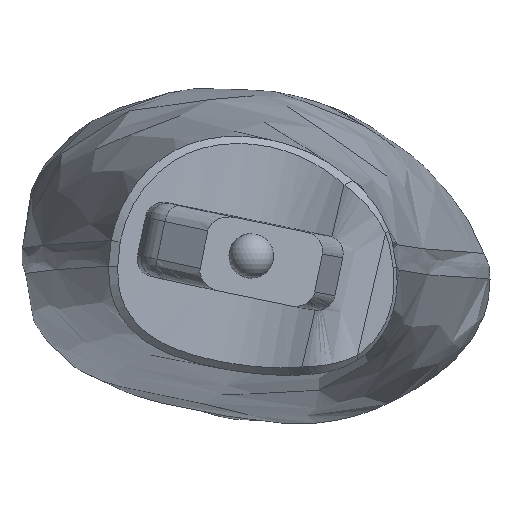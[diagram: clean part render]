
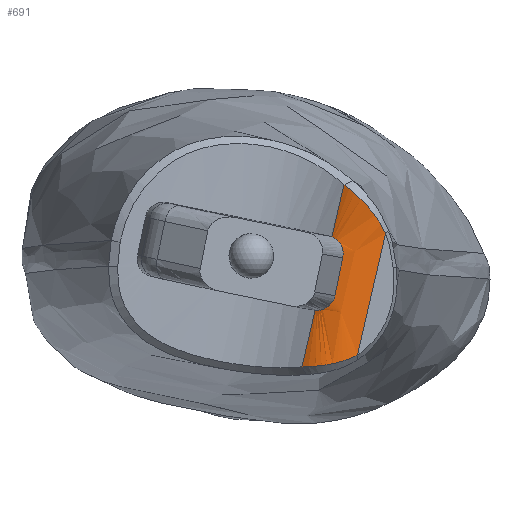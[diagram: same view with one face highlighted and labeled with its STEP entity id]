
A CAD part, front view. The second image highlights one B-rep face of the part: STEP entity #691.
In plain terms, the highlighted free-form (B-spline) face has degree [2, 3] with [3, 4] control points.
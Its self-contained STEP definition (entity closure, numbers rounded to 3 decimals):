
#30=(
BOUNDED_SURFACE()
B_SPLINE_SURFACE(2,3,((#2215,#2216,#2217,#2218),(#2219,#2220,#2221,#2222),
(#2223,#2224,#2225,#2226)),.UNSPECIFIED.,.F.,.F.,.F.)
B_SPLINE_SURFACE_WITH_KNOTS((3,3),(4,4),(0.,1.),
(11.211,150.297),.UNSPECIFIED.)
GEOMETRIC_REPRESENTATION_ITEM()
RATIONAL_B_SPLINE_SURFACE(((1.,1.,1.,
1.),(0.827,0.827,0.827,
0.827),(1.,1.,1.,
1.)))
REPRESENTATION_ITEM('')
SURFACE()
);
#76=LINE('',#2234,#112);
#77=LINE('',#2236,#113);
#78=LINE('',#2244,#114);
#112=VECTOR('',#819,10.);
#113=VECTOR('',#820,10.);
#114=VECTOR('',#821,10.);
#163=FACE_OUTER_BOUND('',#206,.T.);
#206=EDGE_LOOP('',(#560,#561,#562,#563,#564,#565,#566,#567));
#250=B_SPLINE_CURVE_WITH_KNOTS('',3,(#1684,#1685,#1686,#1687),
 .UNSPECIFIED.,.F.,.F.,(4,4),(0.168,16.985),
 .UNSPECIFIED.);
#252=B_SPLINE_CURVE_WITH_KNOTS('',3,(#1704,#1705,#1706,#1707,#1708,#1709,
#1710,#1711,#1712,#1713),.UNSPECIFIED.,.F.,.F.,(4,2,2,2,4),(-1.209,
-0.913,-0.598,-0.28,0.),
 .UNSPECIFIED.);
#253=B_SPLINE_CURVE_WITH_KNOTS('',3,(#1722,#1723,#1724,#1725,#1726,#1727,
#1728,#1729,#1730,#1731,#1732,#1733,#1734,#1735),.UNSPECIFIED.,.F.,.F.,
(4,2,2,2,2,2,4),(0.,0.165,0.341,0.648,
0.954,1.12,1.279),.UNSPECIFIED.);
#263=B_SPLINE_CURVE_WITH_KNOTS('',3,(#2229,#2230,#2231,#2232,#2233),
 .UNSPECIFIED.,.F.,.F.,(4,1,4),(-2.384,11.007,24.061),
 .UNSPECIFIED.);
#264=B_SPLINE_CURVE_WITH_KNOTS('',3,(#2238,#2239,#2240,#2241,#2242,#2243),
 .UNSPECIFIED.,.F.,.F.,(4,1,1,4),(0.783,8.088,15.392,
23.95),.UNSPECIFIED.);
#322=VERTEX_POINT('',#1680);
#323=VERTEX_POINT('',#1682);
#326=VERTEX_POINT('',#1703);
#327=VERTEX_POINT('',#1721);
#333=VERTEX_POINT('',#2227);
#334=VERTEX_POINT('',#2228);
#335=VERTEX_POINT('',#2235);
#336=VERTEX_POINT('',#2237);
#404=EDGE_CURVE('',#322,#323,#250,.T.);
#408=EDGE_CURVE('',#322,#326,#252,.T.);
#410=EDGE_CURVE('',#323,#327,#253,.T.);
#421=EDGE_CURVE('',#333,#334,#263,.T.);
#422=EDGE_CURVE('',#326,#334,#76,.T.);
#423=EDGE_CURVE('',#335,#327,#77,.T.);
#424=EDGE_CURVE('',#335,#336,#264,.T.);
#425=EDGE_CURVE('',#333,#336,#78,.T.);
#560=ORIENTED_EDGE('',*,*,#421,.T.);
#561=ORIENTED_EDGE('',*,*,#422,.F.);
#562=ORIENTED_EDGE('',*,*,#408,.F.);
#563=ORIENTED_EDGE('',*,*,#404,.T.);
#564=ORIENTED_EDGE('',*,*,#410,.T.);
#565=ORIENTED_EDGE('',*,*,#423,.F.);
#566=ORIENTED_EDGE('',*,*,#424,.T.);
#567=ORIENTED_EDGE('',*,*,#425,.F.);
#691=ADVANCED_FACE('',(#163),#30,.T.);
#819=DIRECTION('',(0.225,0.01,0.974));
#820=DIRECTION('',(0.225,0.01,0.974));
#821=DIRECTION('',(-0.225,-0.01,-0.974));
#1680=CARTESIAN_POINT('',(40.811,64.69,176.142));
#1682=CARTESIAN_POINT('',(37.321,64.419,159.245));
#1684=CARTESIAN_POINT('Ctrl Pts',(40.811,64.69,176.142));
#1685=CARTESIAN_POINT('Ctrl Pts',(39.647,64.599,170.51));
#1686=CARTESIAN_POINT('Ctrl Pts',(38.484,64.508,164.877));
#1687=CARTESIAN_POINT('Ctrl Pts',(37.321,64.419,159.245));
#1703=CARTESIAN_POINT('',(36.011,67.875,185.492));
#1704=CARTESIAN_POINT('Ctrl Pts',(40.811,64.69,176.142));
#1705=CARTESIAN_POINT('Ctrl Pts',(41.011,64.706,177.108));
#1706=CARTESIAN_POINT('Ctrl Pts',(41.039,64.763,178.1));
#1707=CARTESIAN_POINT('Ctrl Pts',(40.755,64.989,180.101));
#1708=CARTESIAN_POINT('Ctrl Pts',(40.424,65.163,181.089));
#1709=CARTESIAN_POINT('Ctrl Pts',(39.449,65.684,182.88));
#1710=CARTESIAN_POINT('Ctrl Pts',(38.812,66.029,183.661));
#1711=CARTESIAN_POINT('Ctrl Pts',(37.435,66.874,184.827));
#1712=CARTESIAN_POINT('Ctrl Pts',(36.733,67.341,185.234));
#1713=CARTESIAN_POINT('Ctrl Pts',(36.011,67.875,185.492));
#1721=CARTESIAN_POINT('',(28.457,67.535,152.729));
#1722=CARTESIAN_POINT('Ctrl Pts',(37.321,64.419,159.245));
#1723=CARTESIAN_POINT('Ctrl Pts',(37.21,64.411,158.706));
#1724=CARTESIAN_POINT('Ctrl Pts',(37.046,64.415,158.179));
#1725=CARTESIAN_POINT('Ctrl Pts',(36.605,64.45,157.133));
#1726=CARTESIAN_POINT('Ctrl Pts',(36.322,64.483,156.62));
#1727=CARTESIAN_POINT('Ctrl Pts',(35.41,64.625,155.304));
#1728=CARTESIAN_POINT('Ctrl Pts',(34.687,64.771,154.583));
#1729=CARTESIAN_POINT('Ctrl Pts',(33.053,65.227,153.446));
#1730=CARTESIAN_POINT('Ctrl Pts',(32.161,65.534,153.043));
#1731=CARTESIAN_POINT('Ctrl Pts',(30.76,66.163,152.699));
#1732=CARTESIAN_POINT('Ctrl Pts',(30.27,66.41,152.633));
#1733=CARTESIAN_POINT('Ctrl Pts',(29.329,66.947,152.609));
#1734=CARTESIAN_POINT('Ctrl Pts',(28.883,67.231,152.646));
#1735=CARTESIAN_POINT('Ctrl Pts',(28.457,67.535,152.729));
#2215=CARTESIAN_POINT('Ctrl Pts',(69.947,67.847,230.419));
#2216=CARTESIAN_POINT('Ctrl Pts',(59.261,67.366,184.074));
#2217=CARTESIAN_POINT('Ctrl Pts',(48.575,66.885,137.729));
#2218=CARTESIAN_POINT('Ctrl Pts',(37.889,66.404,91.384));
#2219=CARTESIAN_POINT('Ctrl Pts',(58.593,60.461,232.995));
#2220=CARTESIAN_POINT('Ctrl Pts',(47.907,59.98,186.65));
#2221=CARTESIAN_POINT('Ctrl Pts',(37.221,59.499,140.305));
#2222=CARTESIAN_POINT('Ctrl Pts',(26.535,59.018,93.96));
#2223=CARTESIAN_POINT('Ctrl Pts',(47.574,68.396,235.642));
#2224=CARTESIAN_POINT('Ctrl Pts',(36.888,67.915,189.297));
#2225=CARTESIAN_POINT('Ctrl Pts',(26.202,67.434,142.952));
#2226=CARTESIAN_POINT('Ctrl Pts',(15.516,66.953,96.607));
#2227=CARTESIAN_POINT('',(59.953,67.397,187.076));
#2228=CARTESIAN_POINT('',(41.374,68.117,208.755));
#2229=CARTESIAN_POINT('Ctrl Pts',(59.953,67.397,187.076));
#2230=CARTESIAN_POINT('Ctrl Pts',(58.037,65.681,191.173));
#2231=CARTESIAN_POINT('Ctrl Pts',(52.717,63.124,199.284));
#2232=CARTESIAN_POINT('Ctrl Pts',(44.839,65.306,206.16));
#2233=CARTESIAN_POINT('Ctrl Pts',(41.374,68.117,208.755));
#2234=CARTESIAN_POINT('',(36.011,67.875,185.492));
#2235=CARTESIAN_POINT('',(22.615,67.272,127.397));
#2236=CARTESIAN_POINT('',(22.615,67.272,127.397));
#2237=CARTESIAN_POINT('',(47.437,66.834,132.796));
#2238=CARTESIAN_POINT('Ctrl Pts',(22.615,67.272,127.397));
#2239=CARTESIAN_POINT('Ctrl Pts',(24.995,65.662,127.474));
#2240=CARTESIAN_POINT('Ctrl Pts',(30.446,63.45,127.717));
#2241=CARTESIAN_POINT('Ctrl Pts',(39.502,63.445,129.258));
#2242=CARTESIAN_POINT('Ctrl Pts',(44.892,65.44,131.422));
#2243=CARTESIAN_POINT('Ctrl Pts',(47.437,66.834,132.796));
#2244=CARTESIAN_POINT('',(59.953,67.397,187.076));
